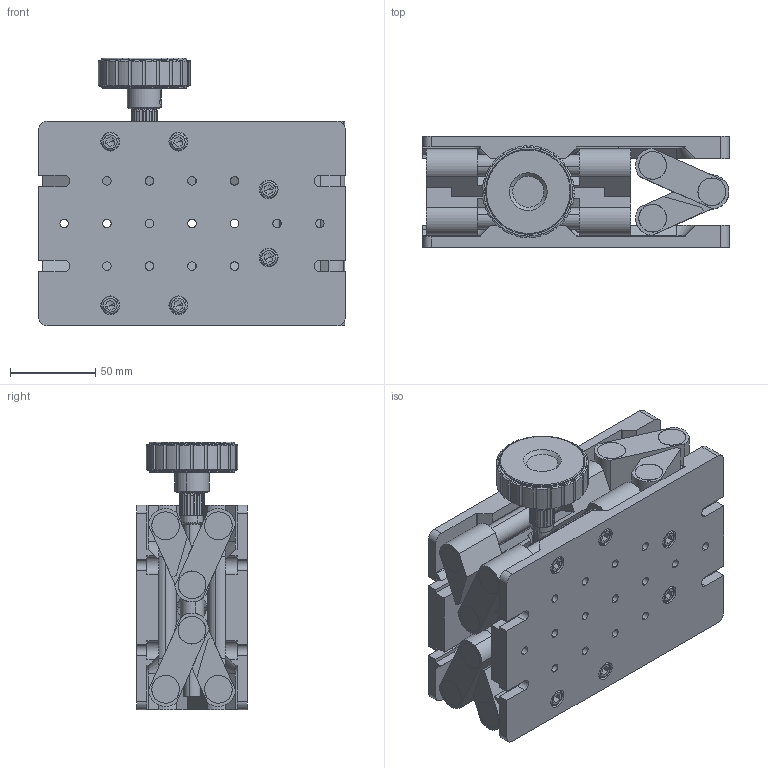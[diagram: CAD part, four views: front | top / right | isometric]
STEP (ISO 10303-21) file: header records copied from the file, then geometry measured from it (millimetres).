
FILE_DESCRIPTION (( 'STEP AP203' ), '1' );
FILE_NAME ('06LJF-2M.STEP', '2016-05-10T02:17:25', ( '' ), ( '' ), 'SwSTEP 2.0', 'SolidWorks 2016', '' );
FILE_SCHEMA (( 'CONFIG_CONTROL_DESIGN' ));
Products named in the file (1): 06LJF-2M
Bounding box: 180 x 65 x 157 mm (x, y, z)
Volume: 887608.1 mm3; surface area: 325183 mm2
Topology: 113 solids, 113 shells, 1972 faces, 4769 edges, 2999 vertices
Faces by surface type: cylinder 797, plane 741, cone 362, bspline 64, torus 8
Entity records: 63028 total; most frequent: CARTESIAN_POINT 17306, DIRECTION 9588, ORIENTED_EDGE 9274, EDGE_CURVE 4637, AXIS2_PLACEMENT_3D 3678, VERTEX_POINT 2999, EDGE_LOOP 2310, LINE 2232
